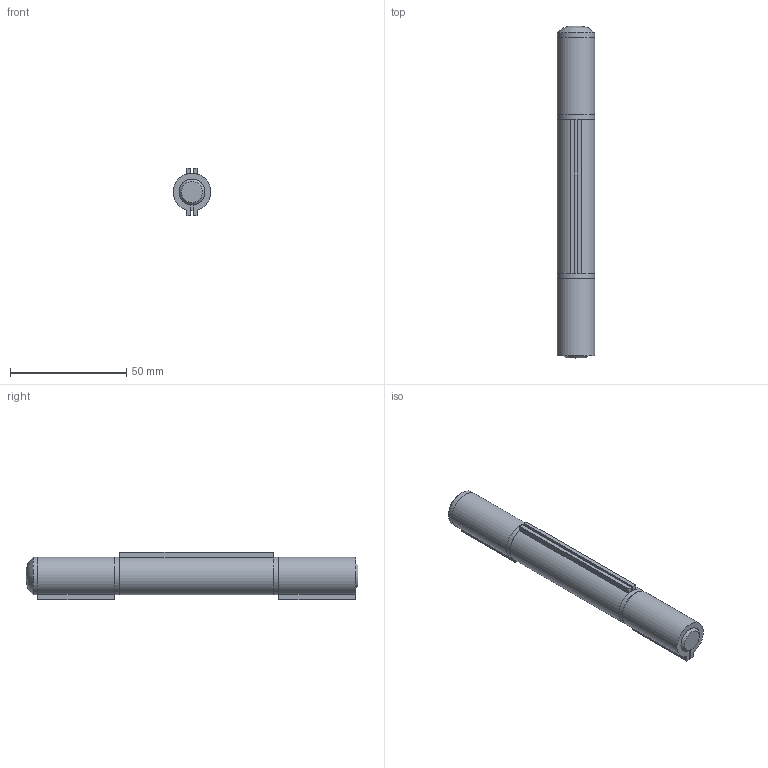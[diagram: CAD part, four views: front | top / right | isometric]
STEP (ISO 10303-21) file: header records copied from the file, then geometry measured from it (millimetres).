
FILE_DESCRIPTION(/* description */ (''),/* implementation_level */ '2;1');
FILE_NAME(/* name */ '43265.iam.step',/* time_stamp */ '2022-07-18T13:00:39+02:00',/* author */ ('Abt. Technik'),/* organization */ (''),/* preprocessor_version */ 'ST-DEVELOPER v18.1',/* originating_system */ 'Autodesk Inventor 2022',/* authorisation */ '');
FILE_SCHEMA (('AUTOMOTIVE_DESIGN { 1 0 10303 214 3 1 1 }'));
Length unit declared in the file: millimetre
Products named in the file (5): 43265; 43265 Stift; 43265 Hülle groß; 43265 Hülle klein; 43265 Messingscheibe
Assembly tree (6 placements, depth 2):
  43265
    43265 Stift
    43265 Hülle groß
    43265 Hülle klein  x2
    43265 Messingscheibe  x2
Bounding box: 16.05 x 142.5 x 20.25 mm (x, y, z)
Volume: 29216.5 mm3; surface area: 19987.3 mm2
Topology: 7 solids, 7 shells, 47 faces, 96 edges, 64 vertices
Faces by surface type: plane 33, cylinder 12, cone 1, bspline 1
Full cylindrical faces by diameter (mm): 11.1 x3, 16 x3
Entity records: 1094 total; most frequent: CARTESIAN_POINT 180, DIRECTION 173, ORIENTED_EDGE 132, EDGE_CURVE 66, AXIS2_PLACEMENT_3D 64, LINE 45, VECTOR 45, VERTEX_POINT 44
